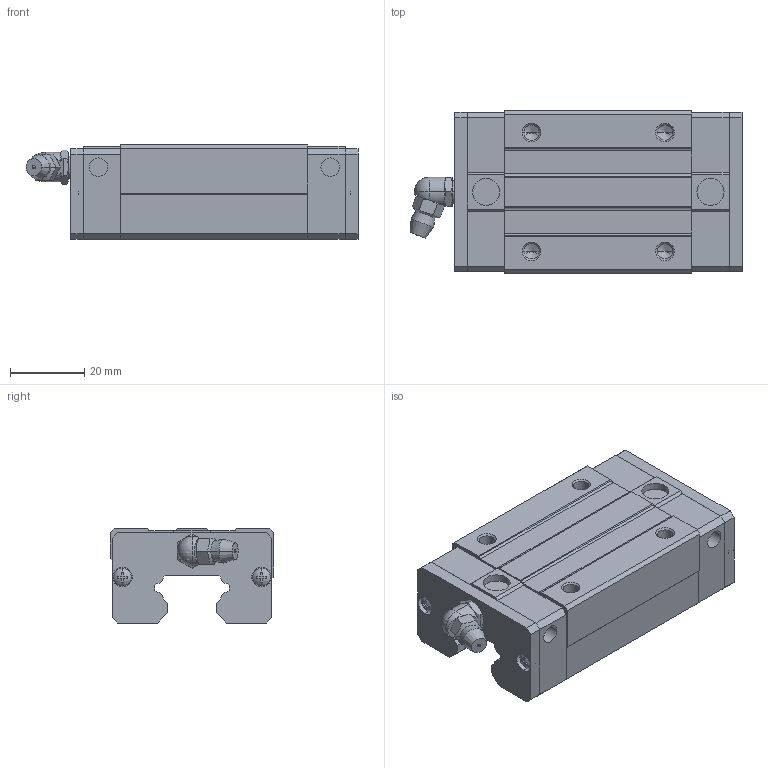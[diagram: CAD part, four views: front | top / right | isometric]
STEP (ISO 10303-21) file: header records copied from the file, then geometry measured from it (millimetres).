
FILE_DESCRIPTION(('starvars output'),'2;1');
FILE_NAME('cv20220118062654000004992.stp','06:26:54 2022/01/18',( 'Thomas Industrial Network Germany GmbH'),( 'Thomas Industrial Network Germany GmbH'),'unknown preprocess','ACIS' ,'unknown authorization');
FILE_SCHEMA(('AUTOMOTIVE_DESIGN_CC2 {UNKNOWN IMPLEMENTATION LEVEL}'));
Length unit declared in the file: millimetre
Products named in the file (10): PRODUCT_ID_1; PRODUCT_ID_2; PRODUCT_ID_3; PRODUCT_ID_4; PRODUCT_ID_5; PRODUCT_ID_6; PRODUCT_ID_7; PRODUCT_ID_8; PRODUCT_ID_9; PRODUCT_ID_10
Bounding box: 89.5 x 44 x 25.4 mm (x, y, z)
Volume: 67125.7 mm3; surface area: 23263.7 mm2
Topology: 10 solids, 10 shells, 391 faces, 990 edges, 628 vertices
Faces by surface type: plane 240, cylinder 75, cone 64, sphere 12
Entity records: 14359 total; most frequent: ORIENTED_EDGE 1956, CARTESIAN_POINT 1837, DIRECTION 1541, EDGE_CURVE 978, VERTEX_POINT 628, VECTOR 625, LINE 625, AXIS2_PLACEMENT_3D 458
